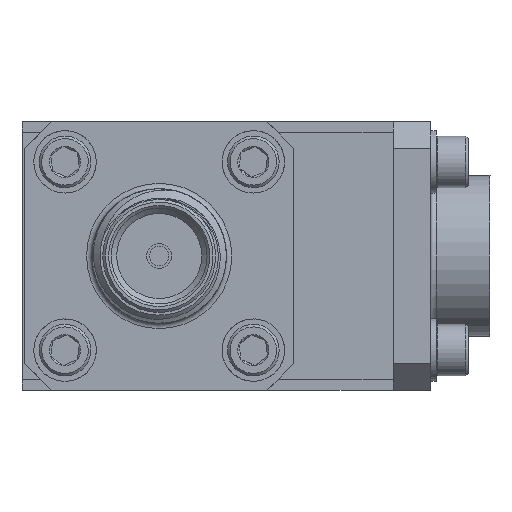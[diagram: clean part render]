
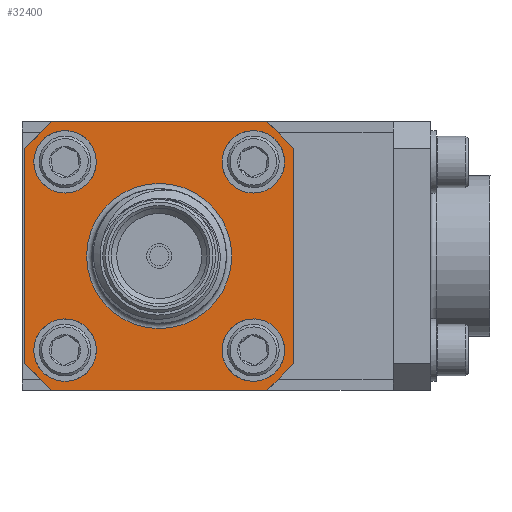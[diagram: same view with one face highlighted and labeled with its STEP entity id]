
A CAD part, left-side view. The second image highlights one B-rep face of the part: STEP entity #32400.
In plain terms, the highlighted planar face has unit normal (-1, 0, 0).
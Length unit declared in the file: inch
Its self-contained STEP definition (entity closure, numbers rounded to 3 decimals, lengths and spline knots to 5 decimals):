
#100 = VERTEX_POINT ( 'NONE', #9176 ) ;
#635 = CARTESIAN_POINT ( 'NONE',  ( -0.32, 0.09, 0. ) ) ;
#645 = LINE ( 'NONE', #26730, #18622 ) ;
#719 = CARTESIAN_POINT ( 'NONE',  ( -0.32, -0.085, 0.175 ) ) ;
#810 = FACE_OUTER_BOUND ( 'NONE', #24563, .T. ) ;
#1060 = VECTOR ( 'NONE', #28955, 39.37008 ) ;
#1511 = VECTOR ( 'NONE', #29571, 39.37008 ) ;
#2043 = LINE ( 'NONE', #16245, #26315 ) ;
#2121 = VERTEX_POINT ( 'NONE', #24793 ) ;
#2670 = LINE ( 'NONE', #35851, #20918 ) ;
#2844 = EDGE_CURVE ( 'NONE', #19672, #27910, #2043, .T. ) ;
#2886 = VERTEX_POINT ( 'NONE', #3066 ) ;
#3066 = CARTESIAN_POINT ( 'NONE',  ( -0.32, -0.085, 0.117 ) ) ;
#3292 = ORIENTED_EDGE ( 'NONE', *, *, #18362, .T. ) ;
#3423 = CARTESIAN_POINT ( 'NONE',  ( -0.32, -0.16, -0.25 ) ) ;
#3872 = VERTEX_POINT ( 'NONE', #32992 ) ;
#4229 = ORIENTED_EDGE ( 'NONE', *, *, #30774, .T. ) ;
#4559 = VECTOR ( 'NONE', #9843, 39.37008 ) ;
#4654 = EDGE_CURVE ( 'NONE', #100, #100, #36607, .T. ) ;
#5707 = EDGE_LOOP ( 'NONE', ( #23998 ) ) ;
#5726 = VECTOR ( 'NONE', #20102, 39.37008 ) ;
#5912 = DIRECTION ( 'NONE',  ( -1., 0., 0. ) ) ;
#6436 = AXIS2_PLACEMENT_3D ( 'NONE', #31179, #28530, #14162 ) ;
#6494 = PLANE ( 'NONE',  #9984 ) ;
#6675 = FACE_BOUND ( 'NONE', #11917, .T. ) ;
#6851 = DIRECTION ( 'NONE',  ( 0., 0., -1. ) ) ;
#7171 = DIRECTION ( 'NONE',  ( 0., 0.707, 0.707 ) ) ;
#7534 = DIRECTION ( 'NONE',  ( 0., 0., -1. ) ) ;
#7680 = ORIENTED_EDGE ( 'NONE', *, *, #4654, .F. ) ;
#8346 = LINE ( 'NONE', #3423, #1060 ) ;
#8849 = EDGE_CURVE ( 'NONE', #33688, #32184, #19258, .T. ) ;
#8920 = CARTESIAN_POINT ( 'NONE',  ( -0.32, -0.11, -0.25 ) ) ;
#9176 = CARTESIAN_POINT ( 'NONE',  ( -0.32, 0.265, -0.233 ) ) ;
#9516 = DIRECTION ( 'NONE',  ( 1., 0., 0. ) ) ;
#9843 = DIRECTION ( 'NONE',  ( 0., 0.707, -0.707 ) ) ;
#9984 = AXIS2_PLACEMENT_3D ( 'NONE', #635, #9516, #6851 ) ;
#10002 = CARTESIAN_POINT ( 'NONE',  ( -0.32, -0.11, 0.25 ) ) ;
#10959 = CARTESIAN_POINT ( 'NONE',  ( -0.32, 0.34, -0.2 ) ) ;
#11395 = CIRCLE ( 'NONE', #33138, 0.058 ) ;
#11917 = EDGE_LOOP ( 'NONE', ( #4229 ) ) ;
#12250 = DIRECTION ( 'NONE',  ( 0., 0., -1. ) ) ;
#12267 = CARTESIAN_POINT ( 'NONE',  ( -0.32, -0.16, 0.2 ) ) ;
#12362 = DIRECTION ( 'NONE',  ( 0., -0.707, -0.707 ) ) ;
#12462 = EDGE_CURVE ( 'NONE', #3872, #3872, #11395, .T. ) ;
#13255 = VERTEX_POINT ( 'NONE', #37028 ) ;
#13851 = DIRECTION ( 'NONE',  ( 0., -1., 0. ) ) ;
#14162 = DIRECTION ( 'NONE',  ( 0., 0., -1. ) ) ;
#14260 = LINE ( 'NONE', #23519, #5726 ) ;
#15693 = EDGE_LOOP ( 'NONE', ( #22229 ) ) ;
#15924 = LINE ( 'NONE', #35795, #1511 ) ;
#16245 = CARTESIAN_POINT ( 'NONE',  ( -0.32, 0.34, -0.25 ) ) ;
#16798 = DIRECTION ( 'NONE',  ( -1., 0., 0. ) ) ;
#17064 = DIRECTION ( 'NONE',  ( 0., 0., -1. ) ) ;
#17196 = ORIENTED_EDGE ( 'NONE', *, *, #2844, .T. ) ;
#17637 = VERTEX_POINT ( 'NONE', #32387 ) ;
#17697 = CARTESIAN_POINT ( 'NONE',  ( -0.32, -0.11, 0.25 ) ) ;
#17806 = AXIS2_PLACEMENT_3D ( 'NONE', #18889, #16798, #7534 ) ;
#17821 = ORIENTED_EDGE ( 'NONE', *, *, #18563, .T. ) ;
#17831 = FACE_BOUND ( 'NONE', #15693, .T. ) ;
#18116 = DIRECTION ( 'NONE',  ( -1., 0., 0. ) ) ;
#18362 = EDGE_CURVE ( 'NONE', #20229, #13255, #14260, .T. ) ;
#18563 = EDGE_CURVE ( 'NONE', #32184, #31003, #15924, .T. ) ;
#18622 = VECTOR ( 'NONE', #12362, 39.37008 ) ;
#18889 = CARTESIAN_POINT ( 'NONE',  ( -0.32, -0.085, -0.175 ) ) ;
#19258 = LINE ( 'NONE', #10002, #28770 ) ;
#19602 = AXIS2_PLACEMENT_3D ( 'NONE', #719, #18116, #12250 ) ;
#19672 = VERTEX_POINT ( 'NONE', #27712 ) ;
#20089 = VERTEX_POINT ( 'NONE', #28796 ) ;
#20102 = DIRECTION ( 'NONE',  ( 0., -0.707, 0.707 ) ) ;
#20169 = ORIENTED_EDGE ( 'NONE', *, *, #30992, .F. ) ;
#20229 = VERTEX_POINT ( 'NONE', #8920 ) ;
#20918 = VECTOR ( 'NONE', #13851, 39.37008 ) ;
#21220 = FACE_BOUND ( 'NONE', #28640, .T. ) ;
#21365 = CARTESIAN_POINT ( 'NONE',  ( -0.32, 0.34, 0.2 ) ) ;
#21803 = DIRECTION ( 'NONE',  ( 1., 0., 0. ) ) ;
#22229 = ORIENTED_EDGE ( 'NONE', *, *, #12462, .F. ) ;
#22359 = DIRECTION ( 'NONE',  ( 0., 0., -1. ) ) ;
#22573 = ORIENTED_EDGE ( 'NONE', *, *, #36181, .T. ) ;
#22833 = ORIENTED_EDGE ( 'NONE', *, *, #34205, .T. ) ;
#22881 = ORIENTED_EDGE ( 'NONE', *, *, #8849, .T. ) ;
#23519 = CARTESIAN_POINT ( 'NONE',  ( -0.32, -0.16, -0.2 ) ) ;
#23998 = ORIENTED_EDGE ( 'NONE', *, *, #31263, .F. ) ;
#24563 = EDGE_LOOP ( 'NONE', ( #22833, #3292, #22573, #22881, #17821, #25613, #17196, #29062 ) ) ;
#24761 = DIRECTION ( 'NONE',  ( 0., 0., -1. ) ) ;
#24793 = CARTESIAN_POINT ( 'NONE',  ( -0.32, 0.29, -0.25 ) ) ;
#24943 = LINE ( 'NONE', #21365, #4559 ) ;
#25613 = ORIENTED_EDGE ( 'NONE', *, *, #33453, .T. ) ;
#26169 = EDGE_CURVE ( 'NONE', #27910, #2121, #645, .T. ) ;
#26315 = VECTOR ( 'NONE', #24761, 39.37008 ) ;
#26730 = CARTESIAN_POINT ( 'NONE',  ( -0.32, 0.29, -0.25 ) ) ;
#26876 = CIRCLE ( 'NONE', #19602, 0.058 ) ;
#27125 = EDGE_LOOP ( 'NONE', ( #7680 ) ) ;
#27469 = CIRCLE ( 'NONE', #17806, 0.058 ) ;
#27712 = CARTESIAN_POINT ( 'NONE',  ( -0.32, 0.34, 0.2 ) ) ;
#27776 = CARTESIAN_POINT ( 'NONE',  ( -0.32, 0.29, 0.25 ) ) ;
#27910 = VERTEX_POINT ( 'NONE', #10959 ) ;
#28530 = DIRECTION ( 'NONE',  ( -1., 0., 0. ) ) ;
#28640 = EDGE_LOOP ( 'NONE', ( #20169 ) ) ;
#28770 = VECTOR ( 'NONE', #7171, 39.37008 ) ;
#28796 = CARTESIAN_POINT ( 'NONE',  ( -0.32, -0.085, -0.233 ) ) ;
#28955 = DIRECTION ( 'NONE',  ( 0., 0., 1. ) ) ;
#29062 = ORIENTED_EDGE ( 'NONE', *, *, #26169, .T. ) ;
#29278 = AXIS2_PLACEMENT_3D ( 'NONE', #36197, #21803, #22359 ) ;
#29571 = DIRECTION ( 'NONE',  ( 0., 1., 0. ) ) ;
#30774 = EDGE_CURVE ( 'NONE', #17637, #17637, #35338, .T. ) ;
#30992 = EDGE_CURVE ( 'NONE', #20089, #20089, #27469, .T. ) ;
#31003 = VERTEX_POINT ( 'NONE', #27776 ) ;
#31179 = CARTESIAN_POINT ( 'NONE',  ( -0.32, 0.265, -0.175 ) ) ;
#31263 = EDGE_CURVE ( 'NONE', #2886, #2886, #26876, .T. ) ;
#31442 = CARTESIAN_POINT ( 'NONE',  ( -0.32, 0.265, 0.175 ) ) ;
#32184 = VERTEX_POINT ( 'NONE', #17697 ) ;
#32387 = CARTESIAN_POINT ( 'NONE',  ( -0.32, 0.09, -0.135 ) ) ;
#32397 = FACE_BOUND ( 'NONE', #27125, .T. ) ;
#32400 = ADVANCED_FACE ( 'NONE', ( #17831, #32397, #21220, #32764, #6675, #810 ), #6494, .F. ) ;
#32764 = FACE_BOUND ( 'NONE', #5707, .T. ) ;
#32992 = CARTESIAN_POINT ( 'NONE',  ( -0.32, 0.265, 0.117 ) ) ;
#33138 = AXIS2_PLACEMENT_3D ( 'NONE', #31442, #5912, #17064 ) ;
#33453 = EDGE_CURVE ( 'NONE', #31003, #19672, #24943, .T. ) ;
#33688 = VERTEX_POINT ( 'NONE', #12267 ) ;
#34205 = EDGE_CURVE ( 'NONE', #2121, #20229, #2670, .T. ) ;
#35338 = CIRCLE ( 'NONE', #29278, 0.135 ) ;
#35795 = CARTESIAN_POINT ( 'NONE',  ( -0.32, -0.16, 0.25 ) ) ;
#35851 = CARTESIAN_POINT ( 'NONE',  ( -0.32, -0.16, -0.25 ) ) ;
#36181 = EDGE_CURVE ( 'NONE', #13255, #33688, #8346, .T. ) ;
#36197 = CARTESIAN_POINT ( 'NONE',  ( -0.32, 0.09, 0. ) ) ;
#36607 = CIRCLE ( 'NONE', #6436, 0.058 ) ;
#37028 = CARTESIAN_POINT ( 'NONE',  ( -0.32, -0.16, -0.2 ) ) ;
